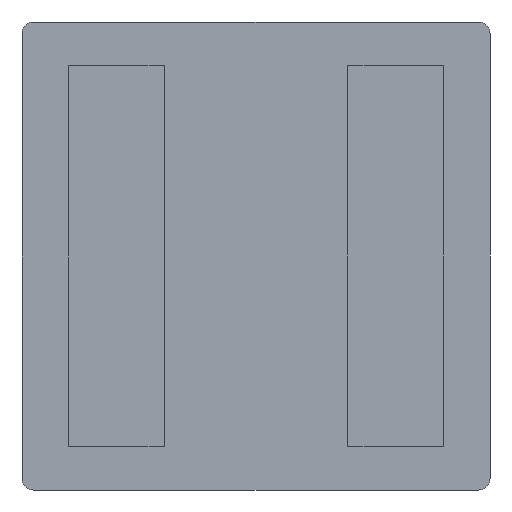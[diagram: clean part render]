
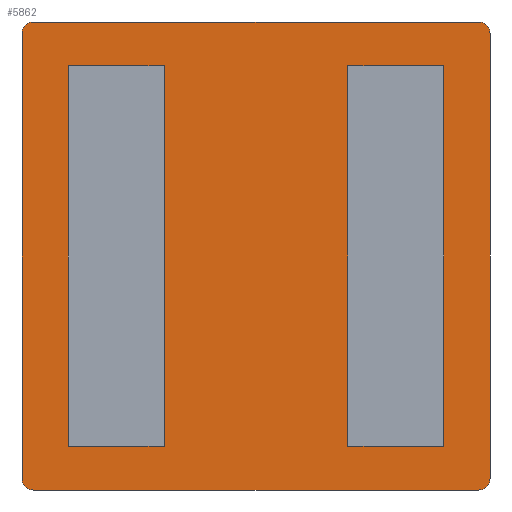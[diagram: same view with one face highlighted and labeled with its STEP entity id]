
A CAD part, front view. The second image highlights one B-rep face of the part: STEP entity #5862.
In plain terms, the highlighted planar face has unit normal (0, -1, 0).
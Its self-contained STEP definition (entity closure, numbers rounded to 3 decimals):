
#22 = CARTESIAN_POINT ( 'NONE',  ( -1.9, 0.1, -2. ) ) ;
#119 = LINE ( 'NONE', #1363, #5365 ) ;
#134 = CARTESIAN_POINT ( 'NONE',  ( -2., 0.1, 1.9 ) ) ;
#199 = EDGE_CURVE ( 'NONE', #6222, #5392, #1073, .T. ) ;
#234 = LINE ( 'NONE', #5508, #2604 ) ;
#251 = CARTESIAN_POINT ( 'NONE',  ( -1.605, 0.1, -1.625 ) ) ;
#265 = CARTESIAN_POINT ( 'NONE',  ( -1.9, 0.1, -1.9 ) ) ;
#304 = LINE ( 'NONE', #4467, #3971 ) ;
#348 = ORIENTED_EDGE ( 'NONE', *, *, #2375, .F. ) ;
#383 = CARTESIAN_POINT ( 'NONE',  ( -0.785, 0.1, -1.625 ) ) ;
#388 = DIRECTION ( 'NONE',  ( 1., 0., 0. ) ) ;
#401 = DIRECTION ( 'NONE',  ( 0., 0., 1. ) ) ;
#552 = VERTEX_POINT ( 'NONE', #251 ) ;
#646 = DIRECTION ( 'NONE',  ( 0., 0., -1. ) ) ;
#668 = CARTESIAN_POINT ( 'NONE',  ( -1.9, 0.1, 1.9 ) ) ;
#696 = VECTOR ( 'NONE', #1438, 1000. ) ;
#772 = DIRECTION ( 'NONE',  ( 0., 0., 1. ) ) ;
#793 = PLANE ( 'NONE',  #1996 ) ;
#847 = FACE_OUTER_BOUND ( 'NONE', #5236, .T. ) ;
#858 = DIRECTION ( 'NONE',  ( 0., -1., 0. ) ) ;
#888 = CARTESIAN_POINT ( 'NONE',  ( 1.9, 0.1, -2. ) ) ;
#934 = ORIENTED_EDGE ( 'NONE', *, *, #3021, .T. ) ;
#986 = CARTESIAN_POINT ( 'NONE',  ( 2., 0.1, 1.9 ) ) ;
#996 = CIRCLE ( 'NONE', #2251, 0.1 ) ;
#1019 = EDGE_CURVE ( 'NONE', #1601, #3359, #2026, .T. ) ;
#1040 = LINE ( 'NONE', #1647, #1576 ) ;
#1052 = EDGE_LOOP ( 'NONE', ( #3635, #4201, #2151, #348 ) ) ;
#1058 = CARTESIAN_POINT ( 'NONE',  ( 1.9, 0.1, 2. ) ) ;
#1073 = LINE ( 'NONE', #3006, #6328 ) ;
#1121 = ORIENTED_EDGE ( 'NONE', *, *, #3056, .F. ) ;
#1189 = CARTESIAN_POINT ( 'NONE',  ( 2., 0.1, -2. ) ) ;
#1227 = ORIENTED_EDGE ( 'NONE', *, *, #3829, .T. ) ;
#1246 = DIRECTION ( 'NONE',  ( 0., 0., 1. ) ) ;
#1265 = CARTESIAN_POINT ( 'NONE',  ( 0., 0.1, 0. ) ) ;
#1281 = ORIENTED_EDGE ( 'NONE', *, *, #4275, .T. ) ;
#1363 = CARTESIAN_POINT ( 'NONE',  ( 0.785, 0.1, 1.625 ) ) ;
#1387 = DIRECTION ( 'NONE',  ( 0., 0., -1. ) ) ;
#1438 = DIRECTION ( 'NONE',  ( -1., 0., 0. ) ) ;
#1450 = DIRECTION ( 'NONE',  ( 0., 0., -1. ) ) ;
#1500 = ORIENTED_EDGE ( 'NONE', *, *, #5471, .T. ) ;
#1551 = CARTESIAN_POINT ( 'NONE',  ( 0.785, 0.1, 1.625 ) ) ;
#1560 = VECTOR ( 'NONE', #2019, 1000. ) ;
#1576 = VECTOR ( 'NONE', #1246, 1000. ) ;
#1601 = VERTEX_POINT ( 'NONE', #1642 ) ;
#1642 = CARTESIAN_POINT ( 'NONE',  ( -0.785, 0.1, -1.625 ) ) ;
#1647 = CARTESIAN_POINT ( 'NONE',  ( 1.605, 0.1, 1.625 ) ) ;
#1703 = ORIENTED_EDGE ( 'NONE', *, *, #1019, .F. ) ;
#1728 = CARTESIAN_POINT ( 'NONE',  ( 1.9, 0.1, 1.9 ) ) ;
#1749 = CARTESIAN_POINT ( 'NONE',  ( -1.9, 0.1, 2. ) ) ;
#1781 = CIRCLE ( 'NONE', #3525, 0.1 ) ;
#1883 = CARTESIAN_POINT ( 'NONE',  ( -0.785, 0.1, 1.625 ) ) ;
#1996 = AXIS2_PLACEMENT_3D ( 'NONE', #1265, #6353, #4764 ) ;
#2019 = DIRECTION ( 'NONE',  ( -1., 0., 0. ) ) ;
#2023 = AXIS2_PLACEMENT_3D ( 'NONE', #1728, #2335, #6391 ) ;
#2026 = LINE ( 'NONE', #4332, #4977 ) ;
#2151 = ORIENTED_EDGE ( 'NONE', *, *, #3205, .F. ) ;
#2169 = VERTEX_POINT ( 'NONE', #986 ) ;
#2190 = VECTOR ( 'NONE', #401, 1000. ) ;
#2251 = AXIS2_PLACEMENT_3D ( 'NONE', #265, #5849, #4277 ) ;
#2252 = EDGE_CURVE ( 'NONE', #3359, #5576, #2323, .T. ) ;
#2262 = ORIENTED_EDGE ( 'NONE', *, *, #2252, .F. ) ;
#2291 = ORIENTED_EDGE ( 'NONE', *, *, #5868, .T. ) ;
#2323 = LINE ( 'NONE', #4631, #4461 ) ;
#2335 = DIRECTION ( 'NONE',  ( 0., -1., 0. ) ) ;
#2375 = EDGE_CURVE ( 'NONE', #5403, #5937, #1040, .T. ) ;
#2388 = EDGE_CURVE ( 'NONE', #5385, #5024, #3905, .T. ) ;
#2391 = CARTESIAN_POINT ( 'NONE',  ( -1.605, 0.1, 1.625 ) ) ;
#2444 = DIRECTION ( 'NONE',  ( 1., 0., 0. ) ) ;
#2546 = EDGE_CURVE ( 'NONE', #5827, #5403, #234, .T. ) ;
#2581 = FACE_BOUND ( 'NONE', #1052, .T. ) ;
#2599 = LINE ( 'NONE', #4985, #3882 ) ;
#2604 = VECTOR ( 'NONE', #388, 1000. ) ;
#2676 = ORIENTED_EDGE ( 'NONE', *, *, #199, .T. ) ;
#2869 = ORIENTED_EDGE ( 'NONE', *, *, #5968, .F. ) ;
#2951 = AXIS2_PLACEMENT_3D ( 'NONE', #668, #3193, #646 ) ;
#3006 = CARTESIAN_POINT ( 'NONE',  ( 2., 0.1, -2. ) ) ;
#3021 = EDGE_CURVE ( 'NONE', #5024, #3873, #304, .T. ) ;
#3056 = EDGE_CURVE ( 'NONE', #5576, #552, #2599, .T. ) ;
#3057 = VECTOR ( 'NONE', #2444, 1000. ) ;
#3193 = DIRECTION ( 'NONE',  ( 0., -1., 0. ) ) ;
#3205 = EDGE_CURVE ( 'NONE', #5937, #6146, #5631, .T. ) ;
#3359 = VERTEX_POINT ( 'NONE', #1883 ) ;
#3389 = LINE ( 'NONE', #1189, #2190 ) ;
#3474 = VERTEX_POINT ( 'NONE', #1058 ) ;
#3525 = AXIS2_PLACEMENT_3D ( 'NONE', #4399, #858, #4936 ) ;
#3635 = ORIENTED_EDGE ( 'NONE', *, *, #2546, .F. ) ;
#3660 = DIRECTION ( 'NONE',  ( -1., 0., 0. ) ) ;
#3712 = CARTESIAN_POINT ( 'NONE',  ( 2., 0.1, -1.9 ) ) ;
#3829 = EDGE_CURVE ( 'NONE', #3474, #5385, #4107, .T. ) ;
#3873 = VERTEX_POINT ( 'NONE', #6191 ) ;
#3882 = VECTOR ( 'NONE', #1450, 1000. ) ;
#3905 = CIRCLE ( 'NONE', #2951, 0.1 ) ;
#3971 = VECTOR ( 'NONE', #6515, 1000. ) ;
#3988 = ORIENTED_EDGE ( 'NONE', *, *, #2388, .T. ) ;
#4036 = CARTESIAN_POINT ( 'NONE',  ( 2., 0.1, 2. ) ) ;
#4107 = LINE ( 'NONE', #4036, #696 ) ;
#4166 = CARTESIAN_POINT ( 'NONE',  ( 0.785, 0.1, -1.625 ) ) ;
#4201 = ORIENTED_EDGE ( 'NONE', *, *, #5518, .F. ) ;
#4275 = EDGE_CURVE ( 'NONE', #2169, #3474, #4598, .T. ) ;
#4277 = DIRECTION ( 'NONE',  ( 0., 0., -1. ) ) ;
#4332 = CARTESIAN_POINT ( 'NONE',  ( -0.785, 0.1, 1.625 ) ) ;
#4399 = CARTESIAN_POINT ( 'NONE',  ( 1.9, 0.1, -1.9 ) ) ;
#4426 = EDGE_LOOP ( 'NONE', ( #2869, #1121, #2262, #1703 ) ) ;
#4461 = VECTOR ( 'NONE', #3660, 1000. ) ;
#4467 = CARTESIAN_POINT ( 'NONE',  ( -2., 0.1, -2. ) ) ;
#4598 = CIRCLE ( 'NONE', #2023, 0.1 ) ;
#4631 = CARTESIAN_POINT ( 'NONE',  ( -0.785, 0.1, 1.625 ) ) ;
#4730 = ORIENTED_EDGE ( 'NONE', *, *, #5381, .T. ) ;
#4764 = DIRECTION ( 'NONE',  ( 0., 0., -1. ) ) ;
#4888 = FACE_BOUND ( 'NONE', #4426, .T. ) ;
#4936 = DIRECTION ( 'NONE',  ( 0., 0., -1. ) ) ;
#4977 = VECTOR ( 'NONE', #772, 1000. ) ;
#4985 = CARTESIAN_POINT ( 'NONE',  ( -1.605, 0.1, 1.625 ) ) ;
#5024 = VERTEX_POINT ( 'NONE', #134 ) ;
#5236 = EDGE_LOOP ( 'NONE', ( #1227, #3988, #934, #2291, #2676, #1500, #4730, #1281 ) ) ;
#5314 = CARTESIAN_POINT ( 'NONE',  ( 1.605, 0.1, -1.625 ) ) ;
#5365 = VECTOR ( 'NONE', #1387, 1000. ) ;
#5379 = VERTEX_POINT ( 'NONE', #3712 ) ;
#5381 = EDGE_CURVE ( 'NONE', #5379, #2169, #3389, .T. ) ;
#5385 = VERTEX_POINT ( 'NONE', #1749 ) ;
#5392 = VERTEX_POINT ( 'NONE', #888 ) ;
#5403 = VERTEX_POINT ( 'NONE', #5314 ) ;
#5471 = EDGE_CURVE ( 'NONE', #5392, #5379, #1781, .T. ) ;
#5508 = CARTESIAN_POINT ( 'NONE',  ( 0.785, 0.1, -1.625 ) ) ;
#5518 = EDGE_CURVE ( 'NONE', #6146, #5827, #119, .T. ) ;
#5576 = VERTEX_POINT ( 'NONE', #2391 ) ;
#5631 = LINE ( 'NONE', #6575, #1560 ) ;
#5827 = VERTEX_POINT ( 'NONE', #4166 ) ;
#5849 = DIRECTION ( 'NONE',  ( 0., -1., 0. ) ) ;
#5862 = ADVANCED_FACE ( 'NONE', ( #4888, #2581, #847 ), #793, .T. ) ;
#5868 = EDGE_CURVE ( 'NONE', #3873, #6222, #996, .T. ) ;
#5937 = VERTEX_POINT ( 'NONE', #6331 ) ;
#5968 = EDGE_CURVE ( 'NONE', #552, #1601, #6177, .T. ) ;
#6070 = DIRECTION ( 'NONE',  ( 1., 0., 0. ) ) ;
#6146 = VERTEX_POINT ( 'NONE', #1551 ) ;
#6177 = LINE ( 'NONE', #383, #3057 ) ;
#6191 = CARTESIAN_POINT ( 'NONE',  ( -2., 0.1, -1.9 ) ) ;
#6222 = VERTEX_POINT ( 'NONE', #22 ) ;
#6328 = VECTOR ( 'NONE', #6070, 1000. ) ;
#6331 = CARTESIAN_POINT ( 'NONE',  ( 1.605, 0.1, 1.625 ) ) ;
#6353 = DIRECTION ( 'NONE',  ( 0., -1., 0. ) ) ;
#6391 = DIRECTION ( 'NONE',  ( 0., 0., -1. ) ) ;
#6515 = DIRECTION ( 'NONE',  ( 0., 0., -1. ) ) ;
#6575 = CARTESIAN_POINT ( 'NONE',  ( 0.785, 0.1, 1.625 ) ) ;
